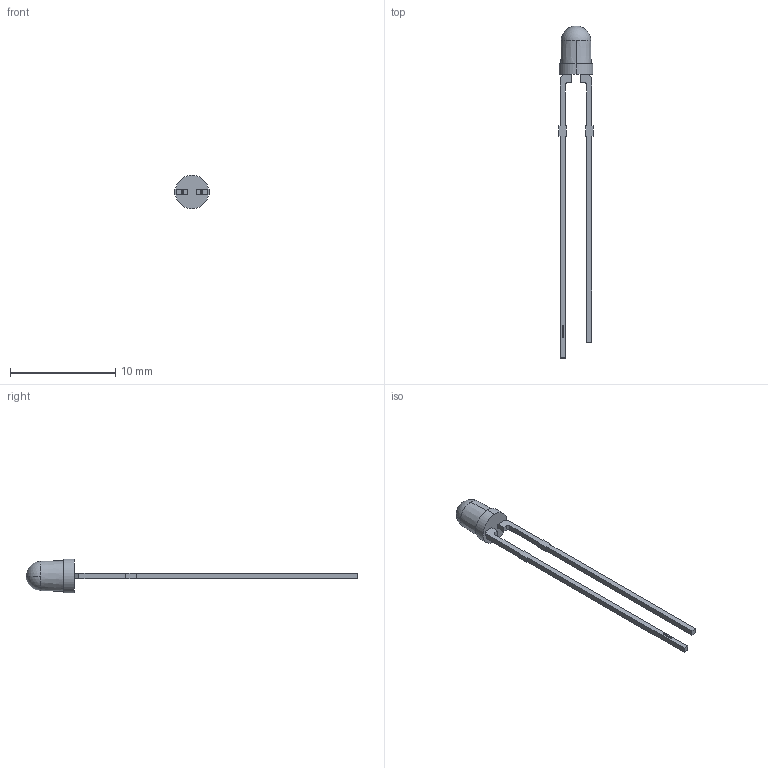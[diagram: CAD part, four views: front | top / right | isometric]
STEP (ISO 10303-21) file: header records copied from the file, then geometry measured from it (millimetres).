
FILE_DESCRIPTION (( 'STEP AP214' ), '1' );
FILE_NAME ('XLxx111x.STEP', '2015-09-11T17:31:27', ( '' ), ( '' ), 'SwSTEP 2.0', 'SolidWorks 2012', '' );
FILE_SCHEMA (( 'AUTOMOTIVE_DESIGN' ));
Length unit declared in the file: millimetre
Products named in the file (1): XLxx111x
Bounding box: 3.24 x 31.6 x 3.2 mm (x, y, z)
Volume: 41.6 mm3; surface area: 159.8 mm2
Topology: 1 solids, 1 shells, 266 faces, 724 edges, 483 vertices
Faces by surface type: plane 159, bspline 99, cylinder 4, cone 2, sphere 2
Entity records: 15854 total; most frequent: CARTESIAN_POINT 6829, ORIENTED_EDGE 1448, DIRECTION 878, EDGE_CURVE 724, LINE 510, VECTOR 510, VERTEX_POINT 483, EDGE_LOOP 289
